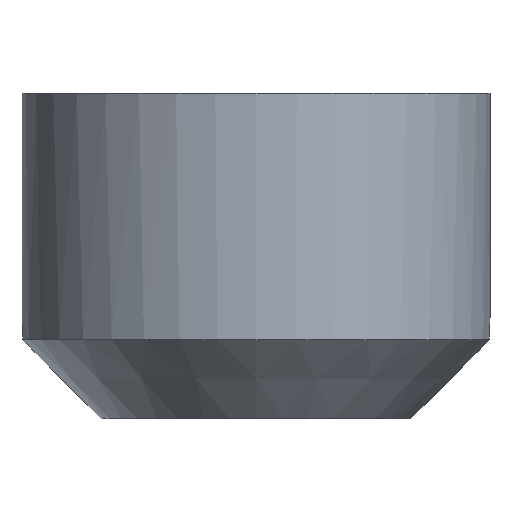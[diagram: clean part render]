
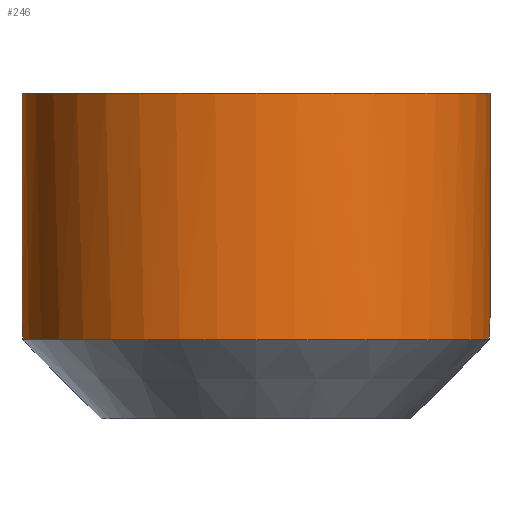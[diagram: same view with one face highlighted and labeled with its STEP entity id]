
A CAD part, front view. The second image highlights one B-rep face of the part: STEP entity #246.
In plain terms, the highlighted cylindrical face has radius 26.593 mm (diameter 53.186 mm), a partial arc.
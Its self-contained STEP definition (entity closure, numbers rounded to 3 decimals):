
#61=CARTESIAN_POINT('Vertex',(-26.535,-1.755,10.459)) ;
#67=CARTESIAN_POINT('Control Point',(-26.535,-1.755,10.459)) ;
#68=CARTESIAN_POINT('Control Point',(-26.552,-1.499,10.929)) ;
#69=CARTESIAN_POINT('Control Point',(-26.578,-1.073,11.308)) ;
#70=CARTESIAN_POINT('Control Point',(-26.593,-0.536,11.5)) ;
#71=CARTESIAN_POINT('Control Point',(-26.593,0.,11.5)) ;
#72=CARTESIAN_POINT('Vertex',(-26.593,0.,11.5)) ;
#150=CARTESIAN_POINT('Vertex',(-26.522,-1.936,9.)) ;
#154=CARTESIAN_POINT('Control Point',(-26.522,-1.936,9.)) ;
#155=CARTESIAN_POINT('Control Point',(-26.516,-2.031,9.364)) ;
#156=CARTESIAN_POINT('Control Point',(-26.515,-2.033,9.753)) ;
#157=CARTESIAN_POINT('Control Point',(-26.523,-1.936,10.129)) ;
#158=CARTESIAN_POINT('Control Point',(-26.535,-1.755,10.459)) ;
#187=CARTESIAN_POINT('Axis2P3D Location',(0.,0.,17.89)) ;
#192=CARTESIAN_POINT('Line Origine',(26.593,0.,17.89)) ;
#196=CARTESIAN_POINT('Vertex',(26.593,0.,37.)) ;
#198=CARTESIAN_POINT('Vertex',(26.593,0.,11.5)) ;
#201=CARTESIAN_POINT('Axis2P3D Location',(0.,0.,37.)) ;
#205=CARTESIAN_POINT('Vertex',(-26.593,0.,37.)) ;
#208=CARTESIAN_POINT('Line Origine',(-26.593,0.,17.89)) ;
#213=CARTESIAN_POINT('Axis2P3D Location',(0.,0.,9.)) ;
#217=CARTESIAN_POINT('Vertex',(26.522,-1.936,9.)) ;
#221=CARTESIAN_POINT('Control Point',(26.522,-1.936,9.)) ;
#222=CARTESIAN_POINT('Control Point',(26.516,-2.031,9.364)) ;
#223=CARTESIAN_POINT('Control Point',(26.515,-2.033,9.753)) ;
#224=CARTESIAN_POINT('Control Point',(26.523,-1.936,10.129)) ;
#225=CARTESIAN_POINT('Control Point',(26.535,-1.755,10.459)) ;
#226=CARTESIAN_POINT('Vertex',(26.535,-1.755,10.459)) ;
#230=CARTESIAN_POINT('Control Point',(26.535,-1.755,10.459)) ;
#231=CARTESIAN_POINT('Control Point',(26.552,-1.499,10.929)) ;
#232=CARTESIAN_POINT('Control Point',(26.578,-1.073,11.308)) ;
#233=CARTESIAN_POINT('Control Point',(26.593,-0.536,11.5)) ;
#234=CARTESIAN_POINT('Control Point',(26.593,0.,11.5)) ;
#188=DIRECTION('Axis2P3D Direction',(0.,0.,1.)) ;
#189=DIRECTION('Axis2P3D XDirection',(1.,0.,0.)) ;
#193=DIRECTION('Vector Direction',(0.,0.,1.)) ;
#202=DIRECTION('Axis2P3D Direction',(0.,0.,1.)) ;
#209=DIRECTION('Vector Direction',(0.,0.,1.)) ;
#214=DIRECTION('Axis2P3D Direction',(0.,0.,1.)) ;
#190=AXIS2_PLACEMENT_3D('Cylinder Axis2P3D',#187,#188,#189) ;
#203=AXIS2_PLACEMENT_3D('Circle Axis2P3D',#201,#202,$) ;
#215=AXIS2_PLACEMENT_3D('Circle Axis2P3D',#213,#214,$) ;
#237=ORIENTED_EDGE('',*,*,#200,.F.) ;
#238=ORIENTED_EDGE('',*,*,#207,.F.) ;
#239=ORIENTED_EDGE('',*,*,#212,.T.) ;
#240=ORIENTED_EDGE('',*,*,#74,.F.) ;
#241=ORIENTED_EDGE('',*,*,#159,.F.) ;
#242=ORIENTED_EDGE('',*,*,#219,.T.) ;
#243=ORIENTED_EDGE('',*,*,#228,.T.) ;
#244=ORIENTED_EDGE('',*,*,#235,.T.) ;
#194=VECTOR('Line Direction',#193,1.) ;
#210=VECTOR('Line Direction',#209,1.) ;
#246=ADVANCED_FACE('Corps principal',(#245),#191,.T.) ;
#66=B_SPLINE_CURVE_WITH_KNOTS('',4,(#67,#68,#69,#70,#71),.UNSPECIFIED.,.F.,.U.,(5,5),(0.,3.03),.UNSPECIFIED.) ;
#153=B_SPLINE_CURVE_WITH_KNOTS('',4,(#154,#155,#156,#157,#158),.UNSPECIFIED.,.F.,.U.,(5,5),(0.,2.129),.UNSPECIFIED.) ;
#220=B_SPLINE_CURVE_WITH_KNOTS('',4,(#221,#222,#223,#224,#225),.UNSPECIFIED.,.F.,.U.,(5,5),(0.,2.607),.UNSPECIFIED.) ;
#229=B_SPLINE_CURVE_WITH_KNOTS('',4,(#230,#231,#232,#233,#234),.UNSPECIFIED.,.F.,.U.,(5,5),(0.,3.711),.UNSPECIFIED.) ;
#204=CIRCLE('generated circle',#203,26.593) ;
#216=CIRCLE('generated circle',#215,26.593) ;
#191=CYLINDRICAL_SURFACE('generated cylinder',#190,26.593) ;
#74=EDGE_CURVE('',#62,#73,#66,.T.) ;
#159=EDGE_CURVE('',#151,#62,#153,.T.) ;
#200=EDGE_CURVE('',#197,#199,#195,.F.) ;
#207=EDGE_CURVE('',#206,#197,#204,.T.) ;
#212=EDGE_CURVE('',#206,#73,#211,.F.) ;
#219=EDGE_CURVE('',#151,#218,#216,.T.) ;
#228=EDGE_CURVE('',#218,#227,#220,.T.) ;
#235=EDGE_CURVE('',#227,#199,#229,.T.) ;
#236=EDGE_LOOP('',(#237,#238,#239,#240,#241,#242,#243,#244)) ;
#245=FACE_OUTER_BOUND('',#236,.T.) ;
#195=LINE('Line',#192,#194) ;
#211=LINE('Line',#208,#210) ;
#62=VERTEX_POINT('',#61) ;
#73=VERTEX_POINT('',#72) ;
#151=VERTEX_POINT('',#150) ;
#197=VERTEX_POINT('',#196) ;
#199=VERTEX_POINT('',#198) ;
#206=VERTEX_POINT('',#205) ;
#218=VERTEX_POINT('',#217) ;
#227=VERTEX_POINT('',#226) ;
